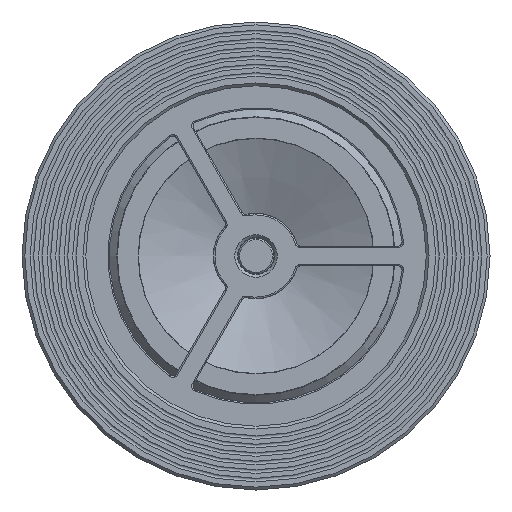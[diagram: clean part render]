
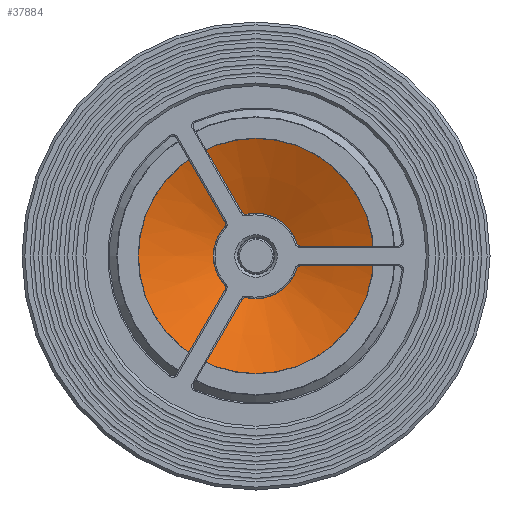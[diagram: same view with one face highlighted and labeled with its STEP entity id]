
A CAD part, left-side view. The second image highlights one B-rep face of the part: STEP entity #37884.
In plain terms, the highlighted conical face has half-angle 66.801 degrees and reference radius 83 mm.
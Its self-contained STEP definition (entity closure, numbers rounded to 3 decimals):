
#3296 = AXIS2_PLACEMENT_3D ( 'NONE', #12851, #12933, #12869 ) ;
#6932 = VERTEX_POINT ( 'NONE', #25296 ) ;
#6943 = VERTEX_POINT ( 'NONE', #25288 ) ;
#8691 = EDGE_LOOP ( 'NONE', ( #9448 ) ) ;
#8773 = EDGE_LOOP ( 'NONE', ( #9447 ) ) ;
#9447 = ORIENTED_EDGE ( 'NONE', *, *, #33064, .T. ) ;
#9448 = ORIENTED_EDGE ( 'NONE', *, *, #33230, .T. ) ;
#10827 = FACE_BOUND ( 'NONE', #8773, .T. ) ;
#10832 = FACE_OUTER_BOUND ( 'NONE', #8691, .T. ) ;
#10874 = CONICAL_SURFACE ( 'NONE', #16583, 83., 1.166 ) ;
#12851 = CARTESIAN_POINT ( 'NONE',  ( -29.04, 0., 0. ) ) ;
#12869 = DIRECTION ( 'NONE',  ( 0., -1., 0. ) ) ;
#12933 = DIRECTION ( 'NONE',  ( 1., 0., 0. ) ) ;
#16583 = AXIS2_PLACEMENT_3D ( 'NONE', #19608, #19609, #19610 ) ;
#19608 = CARTESIAN_POINT ( 'NONE',  ( -51.714, 0., 0. ) ) ;
#19609 = DIRECTION ( 'NONE',  ( -1., 0., 0. ) ) ;
#19610 = DIRECTION ( 'NONE',  ( 0., -1., 0. ) ) ;
#25288 = CARTESIAN_POINT ( 'NONE',  ( -29.04, -30.094, 0. ) ) ;
#25296 = CARTESIAN_POINT ( 'NONE',  ( -51.674, 82.906, 0. ) ) ;
#32142 = CIRCLE ( 'NONE', #34051, 82.906 ) ;
#33064 = EDGE_CURVE ( 'NONE', #6943, #6943, #38892, .T. ) ;
#33230 = EDGE_CURVE ( 'NONE', #6932, #6932, #32142, .T. ) ;
#34051 = AXIS2_PLACEMENT_3D ( 'NONE', #37724, #37719, #37692 ) ;
#37692 = DIRECTION ( 'NONE',  ( 0., 1., 0. ) ) ;
#37719 = DIRECTION ( 'NONE',  ( -1., 0., 0. ) ) ;
#37724 = CARTESIAN_POINT ( 'NONE',  ( -51.674, 0., 0. ) ) ;
#37884 = ADVANCED_FACE ( 'NONE', ( #10827, #10832 ), #10874, .F. ) ;
#38892 = CIRCLE ( 'NONE', #3296, 30.094 ) ;
